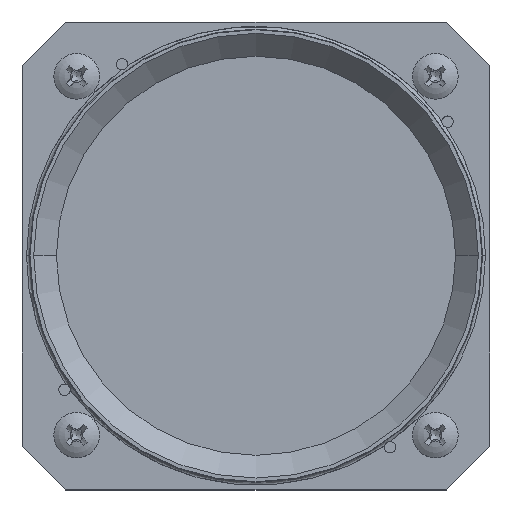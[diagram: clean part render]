
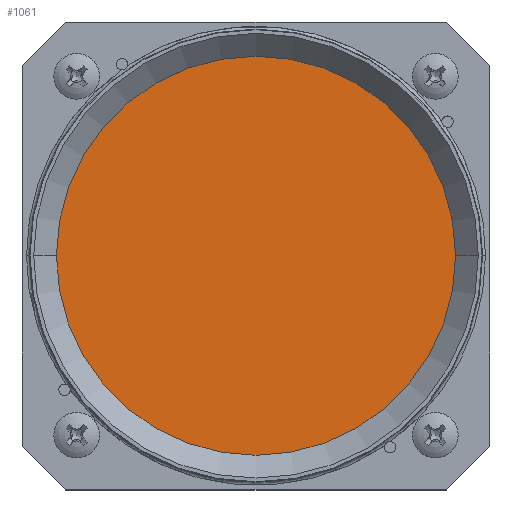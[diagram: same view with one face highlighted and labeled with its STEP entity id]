
A CAD part, top view. The second image highlights one B-rep face of the part: STEP entity #1061.
In plain terms, the highlighted planar face has unit normal (0, 0, 1).
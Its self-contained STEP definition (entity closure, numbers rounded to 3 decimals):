
#1033 = VERTEX_POINT('',#1034);
#1034 = CARTESIAN_POINT('',(37.978,0.,0.));
#1050 = EDGE_CURVE('',#1033,#1033,#1051,.T.);
#1051 = CIRCLE('',#1052,37.978);
#1052 = AXIS2_PLACEMENT_3D('',#1053,#1054,#1055);
#1053 = CARTESIAN_POINT('',(0.,0.,0.));
#1054 = DIRECTION('',(0.,0.,1.));
#1055 = DIRECTION('',(1.,0.,0.));
#1061 = ADVANCED_FACE('',(#1062),#1065,.T.);
#1062 = FACE_BOUND('',#1063,.T.);
#1063 = EDGE_LOOP('',(#1064));
#1064 = ORIENTED_EDGE('',*,*,#1050,.T.);
#1065 = PLANE('',#1066);
#1066 = AXIS2_PLACEMENT_3D('',#1067,#1068,#1069);
#1067 = CARTESIAN_POINT('',(0.,0.,0.));
#1068 = DIRECTION('',(0.,0.,1.));
#1069 = DIRECTION('',(1.,0.,0.));
